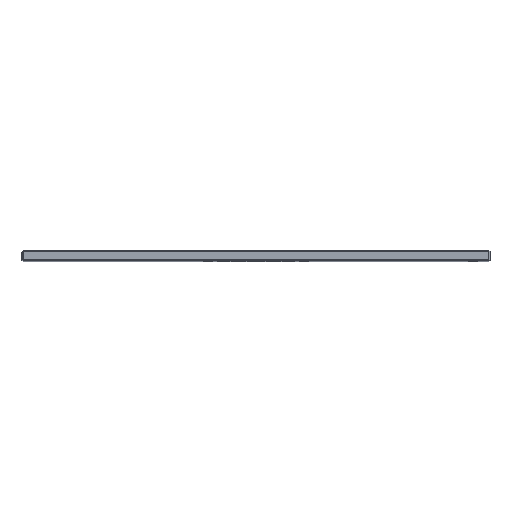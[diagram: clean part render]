
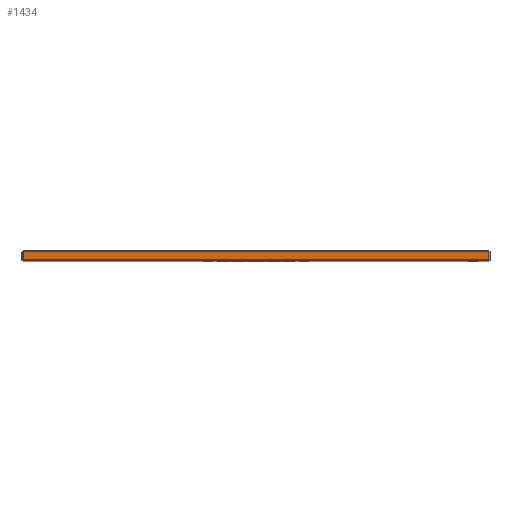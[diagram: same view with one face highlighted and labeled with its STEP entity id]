
A CAD part, top view. The second image highlights one B-rep face of the part: STEP entity #1434.
In plain terms, the highlighted planar face has unit normal (0, 0, 1).
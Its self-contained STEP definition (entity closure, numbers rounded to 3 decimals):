
#126 = PLANE('',#127);
#127 = AXIS2_PLACEMENT_3D('',#128,#129,#130);
#128 = CARTESIAN_POINT('',(0.5,0.,607.5));
#129 = DIRECTION('',(0.707,0.,-0.707));
#130 = DIRECTION('',(0.,1.,0.));
#309 = VERTEX_POINT('',#310);
#310 = CARTESIAN_POINT('',(1.,1.,608.));
#333 = VERTEX_POINT('',#334);
#334 = CARTESIAN_POINT('',(1.,9.,608.));
#360 = EDGE_CURVE('',#309,#333,#361,.T.);
#361 = SURFACE_CURVE('',#362,(#366,#373),.PCURVE_S1.);
#362 = LINE('',#363,#364);
#363 = CARTESIAN_POINT('',(1.,0.,608.));
#364 = VECTOR('',#365,1.);
#365 = DIRECTION('',(0.,1.,0.));
#366 = PCURVE('',#126,#367);
#367 = DEFINITIONAL_REPRESENTATION('',(#368),#372);
#368 = LINE('',#369,#370);
#369 = CARTESIAN_POINT('',(0.,0.707));
#370 = VECTOR('',#371,1.);
#371 = DIRECTION('',(1.,0.));
#372 = ( GEOMETRIC_REPRESENTATION_CONTEXT(2) 
PARAMETRIC_REPRESENTATION_CONTEXT() REPRESENTATION_CONTEXT('2D SPACE',''
  ) );
#373 = PCURVE('',#374,#379);
#374 = PLANE('',#375);
#375 = AXIS2_PLACEMENT_3D('',#376,#377,#378);
#376 = CARTESIAN_POINT('',(0.,0.,608.));
#377 = DIRECTION('',(0.,0.,1.));
#378 = DIRECTION('',(1.,0.,0.));
#379 = DEFINITIONAL_REPRESENTATION('',(#380),#384);
#380 = LINE('',#381,#382);
#381 = CARTESIAN_POINT('',(1.,0.));
#382 = VECTOR('',#383,1.);
#383 = DIRECTION('',(0.,1.));
#384 = ( GEOMETRIC_REPRESENTATION_CONTEXT(2) 
PARAMETRIC_REPRESENTATION_CONTEXT() REPRESENTATION_CONTEXT('2D SPACE',''
  ) );
#511 = PLANE('',#512);
#512 = AXIS2_PLACEMENT_3D('',#513,#514,#515);
#513 = CARTESIAN_POINT('',(0.,0.5,607.5));
#514 = DIRECTION('',(0.,0.707,-0.707));
#515 = DIRECTION('',(-1.,-0.,-0.));
#1434 = ADVANCED_FACE('',(#1435),#374,.T.);
#1435 = FACE_BOUND('',#1436,.T.);
#1436 = EDGE_LOOP('',(#1437,#1438,#1461,#1489));
#1437 = ORIENTED_EDGE('',*,*,#360,.F.);
#1438 = ORIENTED_EDGE('',*,*,#1439,.T.);
#1439 = EDGE_CURVE('',#309,#1440,#1442,.T.);
#1440 = VERTEX_POINT('',#1441);
#1441 = CARTESIAN_POINT('',(445.,1.,608.));
#1442 = SURFACE_CURVE('',#1443,(#1447,#1454),.PCURVE_S1.);
#1443 = LINE('',#1444,#1445);
#1444 = CARTESIAN_POINT('',(0.,1.,608.));
#1445 = VECTOR('',#1446,1.);
#1446 = DIRECTION('',(1.,0.,0.));
#1447 = PCURVE('',#374,#1448);
#1448 = DEFINITIONAL_REPRESENTATION('',(#1449),#1453);
#1449 = LINE('',#1450,#1451);
#1450 = CARTESIAN_POINT('',(0.,1.));
#1451 = VECTOR('',#1452,1.);
#1452 = DIRECTION('',(1.,0.));
#1453 = ( GEOMETRIC_REPRESENTATION_CONTEXT(2) 
PARAMETRIC_REPRESENTATION_CONTEXT() REPRESENTATION_CONTEXT('2D SPACE',''
  ) );
#1454 = PCURVE('',#511,#1455);
#1455 = DEFINITIONAL_REPRESENTATION('',(#1456),#1460);
#1456 = LINE('',#1457,#1458);
#1457 = CARTESIAN_POINT('',(-0.,0.707));
#1458 = VECTOR('',#1459,1.);
#1459 = DIRECTION('',(-1.,0.));
#1460 = ( GEOMETRIC_REPRESENTATION_CONTEXT(2) 
PARAMETRIC_REPRESENTATION_CONTEXT() REPRESENTATION_CONTEXT('2D SPACE',''
  ) );
#1461 = ORIENTED_EDGE('',*,*,#1462,.T.);
#1462 = EDGE_CURVE('',#1440,#1463,#1465,.T.);
#1463 = VERTEX_POINT('',#1464);
#1464 = CARTESIAN_POINT('',(445.,9.,608.));
#1465 = SURFACE_CURVE('',#1466,(#1470,#1477),.PCURVE_S1.);
#1466 = LINE('',#1467,#1468);
#1467 = CARTESIAN_POINT('',(445.,0.,608.));
#1468 = VECTOR('',#1469,1.);
#1469 = DIRECTION('',(0.,1.,0.));
#1470 = PCURVE('',#374,#1471);
#1471 = DEFINITIONAL_REPRESENTATION('',(#1472),#1476);
#1472 = LINE('',#1473,#1474);
#1473 = CARTESIAN_POINT('',(445.,0.));
#1474 = VECTOR('',#1475,1.);
#1475 = DIRECTION('',(0.,1.));
#1476 = ( GEOMETRIC_REPRESENTATION_CONTEXT(2) 
PARAMETRIC_REPRESENTATION_CONTEXT() REPRESENTATION_CONTEXT('2D SPACE',''
  ) );
#1477 = PCURVE('',#1478,#1483);
#1478 = PLANE('',#1479);
#1479 = AXIS2_PLACEMENT_3D('',#1480,#1481,#1482);
#1480 = CARTESIAN_POINT('',(445.5,0.,607.5));
#1481 = DIRECTION('',(0.707,0.,0.707));
#1482 = DIRECTION('',(0.,-1.,0.));
#1483 = DEFINITIONAL_REPRESENTATION('',(#1484),#1488);
#1484 = LINE('',#1485,#1486);
#1485 = CARTESIAN_POINT('',(-0.,-0.707));
#1486 = VECTOR('',#1487,1.);
#1487 = DIRECTION('',(-1.,0.));
#1488 = ( GEOMETRIC_REPRESENTATION_CONTEXT(2) 
PARAMETRIC_REPRESENTATION_CONTEXT() REPRESENTATION_CONTEXT('2D SPACE',''
  ) );
#1489 = ORIENTED_EDGE('',*,*,#1490,.F.);
#1490 = EDGE_CURVE('',#333,#1463,#1491,.T.);
#1491 = SURFACE_CURVE('',#1492,(#1496,#1503),.PCURVE_S1.);
#1492 = LINE('',#1493,#1494);
#1493 = CARTESIAN_POINT('',(0.,9.,608.));
#1494 = VECTOR('',#1495,1.);
#1495 = DIRECTION('',(1.,0.,0.));
#1496 = PCURVE('',#374,#1497);
#1497 = DEFINITIONAL_REPRESENTATION('',(#1498),#1502);
#1498 = LINE('',#1499,#1500);
#1499 = CARTESIAN_POINT('',(0.,9.));
#1500 = VECTOR('',#1501,1.);
#1501 = DIRECTION('',(1.,0.));
#1502 = ( GEOMETRIC_REPRESENTATION_CONTEXT(2) 
PARAMETRIC_REPRESENTATION_CONTEXT() REPRESENTATION_CONTEXT('2D SPACE',''
  ) );
#1503 = PCURVE('',#1504,#1509);
#1504 = PLANE('',#1505);
#1505 = AXIS2_PLACEMENT_3D('',#1506,#1507,#1508);
#1506 = CARTESIAN_POINT('',(0.,9.5,607.5));
#1507 = DIRECTION('',(0.,0.707,0.707));
#1508 = DIRECTION('',(1.,0.,0.));
#1509 = DEFINITIONAL_REPRESENTATION('',(#1510),#1514);
#1510 = LINE('',#1511,#1512);
#1511 = CARTESIAN_POINT('',(0.,-0.707));
#1512 = VECTOR('',#1513,1.);
#1513 = DIRECTION('',(1.,0.));
#1514 = ( GEOMETRIC_REPRESENTATION_CONTEXT(2) 
PARAMETRIC_REPRESENTATION_CONTEXT() REPRESENTATION_CONTEXT('2D SPACE',''
  ) );
